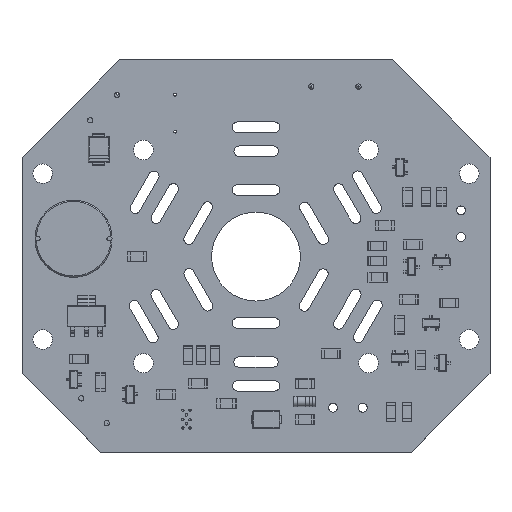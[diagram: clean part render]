
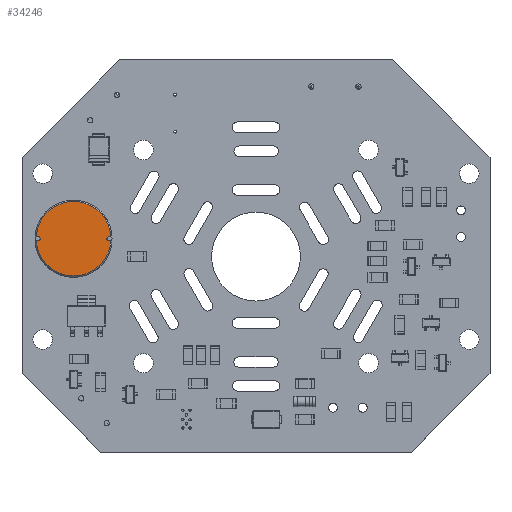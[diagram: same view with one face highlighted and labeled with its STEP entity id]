
A CAD part, top view. The second image highlights one B-rep face of the part: STEP entity #34246.
In plain terms, the highlighted face is planar.
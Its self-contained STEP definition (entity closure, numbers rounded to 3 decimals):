
#22496 = VERTEX_POINT('',#22497);
#22497 = CARTESIAN_POINT('',(6.,7.,0.363));
#22503 = EDGE_CURVE('',#22496,#22504,#22506,.T.);
#22504 = VERTEX_POINT('',#22505);
#22505 = CARTESIAN_POINT('',(6.,7.,-0.363));
#22506 = CIRCLE('',#22507,0.363);
#22507 = AXIS2_PLACEMENT_3D('',#22508,#22509,#22510);
#22508 = CARTESIAN_POINT('',(6.,7.,0.));
#22509 = DIRECTION('',(0.,-1.,0.));
#22510 = DIRECTION('',(0.,0.,1.));
#22538 = VERTEX_POINT('',#22539);
#22539 = CARTESIAN_POINT('',(6.005,7.,0.363));
#22545 = EDGE_CURVE('',#22538,#22496,#22546,.T.);
#22546 = CIRCLE('',#22547,0.363);
#22547 = AXIS2_PLACEMENT_3D('',#22548,#22549,#22550);
#22548 = CARTESIAN_POINT('',(6.,7.,0.));
#22549 = DIRECTION('',(0.,-1.,0.));
#22550 = DIRECTION('',(0.,0.,1.));
#22611 = VERTEX_POINT('',#22612);
#22612 = CARTESIAN_POINT('',(-6.005,7.,0.363));
#22630 = VERTEX_POINT('',#22631);
#22631 = CARTESIAN_POINT('',(-6.,7.,0.363));
#22637 = EDGE_CURVE('',#22630,#22611,#22638,.T.);
#22638 = CIRCLE('',#22639,0.363);
#22639 = AXIS2_PLACEMENT_3D('',#22640,#22641,#22642);
#22640 = CARTESIAN_POINT('',(-6.,7.,0.));
#22641 = DIRECTION('',(0.,-1.,0.));
#22642 = DIRECTION('',(0.,0.,-1.));
#22662 = VERTEX_POINT('',#22663);
#22663 = CARTESIAN_POINT('',(-6.,7.,-0.363));
#22669 = EDGE_CURVE('',#22662,#22630,#22670,.T.);
#22670 = CIRCLE('',#22671,0.363);
#22671 = AXIS2_PLACEMENT_3D('',#22672,#22673,#22674);
#22672 = CARTESIAN_POINT('',(-6.,7.,0.));
#22673 = DIRECTION('',(0.,-1.,0.));
#22674 = DIRECTION('',(0.,0.,-1.));
#34005 = VERTEX_POINT('',#34006);
#34006 = CARTESIAN_POINT('',(-6.29,7.,
    -0.359));
#34021 = VERTEX_POINT('',#34022);
#34022 = CARTESIAN_POINT('',(-6.005,7.,-0.363));
#34028 = EDGE_CURVE('',#34005,#34021,#34029,.T.);
#34029 = LINE('',#34030,#34031);
#34030 = CARTESIAN_POINT('',(-6.29,7.,-0.359));
#34031 = VECTOR('',#34032,1.);
#34032 = DIRECTION('',(1.,0.,-0.014));
#34068 = VERTEX_POINT('',#34069);
#34069 = CARTESIAN_POINT('',(6.005,7.,-0.363));
#34078 = VERTEX_POINT('',#34079);
#34079 = CARTESIAN_POINT('',(6.29,7.,
    -0.359));
#34086 = EDGE_CURVE('',#34068,#34078,#34087,.T.);
#34087 = LINE('',#34088,#34089);
#34088 = CARTESIAN_POINT('',(6.005,7.,-0.363));
#34089 = VECTOR('',#34090,1.);
#34090 = DIRECTION('',(1.,0.,0.014));
#34100 = EDGE_CURVE('',#22504,#34068,#34101,.T.);
#34101 = CIRCLE('',#34102,0.363);
#34102 = AXIS2_PLACEMENT_3D('',#34103,#34104,#34105);
#34103 = CARTESIAN_POINT('',(6.,7.,0.));
#34104 = DIRECTION('',(0.,-1.,0.));
#34105 = DIRECTION('',(0.,0.,1.));
#34119 = EDGE_CURVE('',#34120,#22538,#34122,.T.);
#34120 = VERTEX_POINT('',#34121);
#34121 = CARTESIAN_POINT('',(6.29,7.,
    0.359));
#34122 = LINE('',#34123,#34124);
#34123 = CARTESIAN_POINT('',(6.29,7.,0.359));
#34124 = VECTOR('',#34125,1.);
#34125 = DIRECTION('',(-1.,0.,0.014));
#34172 = VERTEX_POINT('',#34173);
#34173 = CARTESIAN_POINT('',(-6.29,7.,
    0.359));
#34180 = EDGE_CURVE('',#22611,#34172,#34181,.T.);
#34181 = LINE('',#34182,#34183);
#34182 = CARTESIAN_POINT('',(-6.005,7.,0.363));
#34183 = VECTOR('',#34184,1.);
#34184 = DIRECTION('',(-1.,0.,-0.014));
#34197 = EDGE_CURVE('',#34021,#22662,#34198,.T.);
#34198 = CIRCLE('',#34199,0.363);
#34199 = AXIS2_PLACEMENT_3D('',#34200,#34201,#34202);
#34200 = CARTESIAN_POINT('',(-6.,7.,0.));
#34201 = DIRECTION('',(0.,-1.,0.));
#34202 = DIRECTION('',(0.,0.,-1.));
#34216 = EDGE_CURVE('',#34005,#34078,#34217,.T.);
#34217 = CIRCLE('',#34218,6.3);
#34218 = AXIS2_PLACEMENT_3D('',#34219,#34220,#34221);
#34219 = CARTESIAN_POINT('',(0.,7.,
    0.));
#34220 = DIRECTION('',(0.,-1.,0.));
#34221 = DIRECTION('',(1.,0.,0.));
#34235 = EDGE_CURVE('',#34120,#34172,#34236,.T.);
#34236 = CIRCLE('',#34237,6.3);
#34237 = AXIS2_PLACEMENT_3D('',#34238,#34239,#34240);
#34238 = CARTESIAN_POINT('',(0.,7.,
    0.));
#34239 = DIRECTION('',(0.,-1.,0.));
#34240 = DIRECTION('',(0.,0.,-1.));
#34246 = ADVANCED_FACE('',(#34247),#34261,.T.);
#34247 = FACE_BOUND('',#34248,.T.);
#34248 = EDGE_LOOP('',(#34249,#34250,#34251,#34252,#34253,#34254,#34255,
    #34256,#34257,#34258,#34259,#34260));
#34249 = ORIENTED_EDGE('',*,*,#34086,.T.);
#34250 = ORIENTED_EDGE('',*,*,#34216,.F.);
#34251 = ORIENTED_EDGE('',*,*,#34028,.T.);
#34252 = ORIENTED_EDGE('',*,*,#34197,.T.);
#34253 = ORIENTED_EDGE('',*,*,#22669,.T.);
#34254 = ORIENTED_EDGE('',*,*,#22637,.T.);
#34255 = ORIENTED_EDGE('',*,*,#34180,.T.);
#34256 = ORIENTED_EDGE('',*,*,#34235,.F.);
#34257 = ORIENTED_EDGE('',*,*,#34119,.T.);
#34258 = ORIENTED_EDGE('',*,*,#22545,.T.);
#34259 = ORIENTED_EDGE('',*,*,#22503,.T.);
#34260 = ORIENTED_EDGE('',*,*,#34100,.T.);
#34261 = PLANE('',#34262);
#34262 = AXIS2_PLACEMENT_3D('',#34263,#34264,#34265);
#34263 = CARTESIAN_POINT('',(0.,7.,0.));
#34264 = DIRECTION('',(0.,1.,0.));
#34265 = DIRECTION('',(0.,0.,1.));
